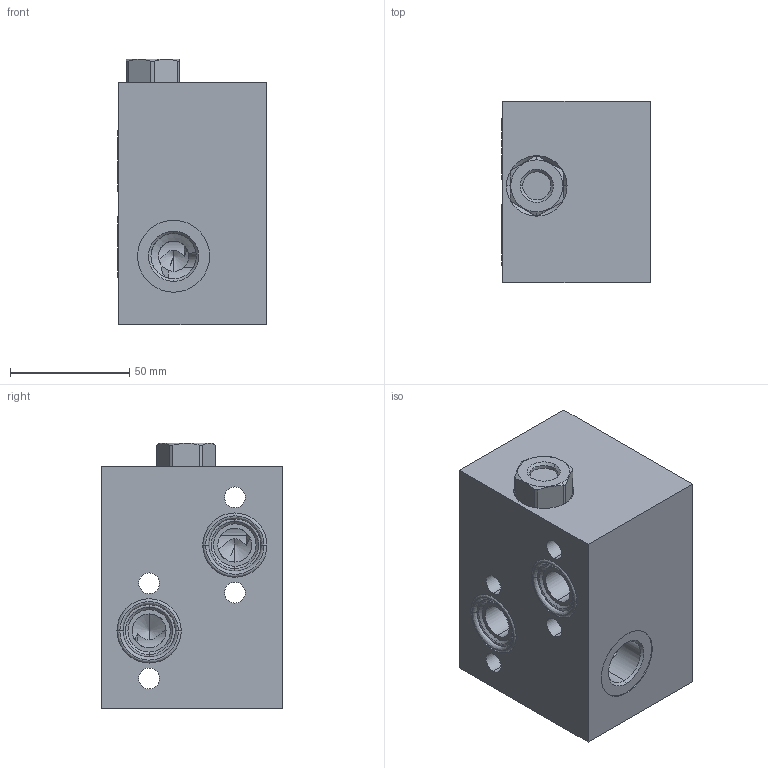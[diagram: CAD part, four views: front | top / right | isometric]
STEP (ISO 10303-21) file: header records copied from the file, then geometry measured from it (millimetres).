
FILE_DESCRIPTION((''),'2;1');
FILE_NAME('WZX_ASM','2024-08-12T',('ProEService'),(''),'PRO/ENGINEER BY PARAMETRIC TECHNOLOGY CORPORATION, 2014200','PRO/ENGINEER BY PARAMETRIC TECHNOLOGY CORPORATION, 2014200','');
FILE_SCHEMA(('CONFIG_CONTROL_DESIGN'));
Length unit declared in the file: inch
Products named in the file (4): 159-300-003; 500-001-118; CSAABXN; WZX_ASM
Assembly tree (4 placements, depth 2):
  WZX_ASM
    159-300-003
    500-001-118  x2
    CSAABXN
Bounding box: 62.38 x 76.2 x 111.61 mm (x, y, z)
Volume: 414894.3 mm3; surface area: 65449.9 mm2
Topology: 5 solids, 7 shells, 314 faces, 993 edges, 821 vertices
Faces by surface type: cylinder 134, cone 84, plane 50, torus 32, revolution 14
Entity records: 12428 total; most frequent: CARTESIAN_POINT 3691, DIRECTION 1913, ORIENTED_EDGE 1476, EDGE_CURVE 738, AXIS2_PLACEMENT_3D 713, VECTOR 477, LINE 477, VERTEX_POINT 458
